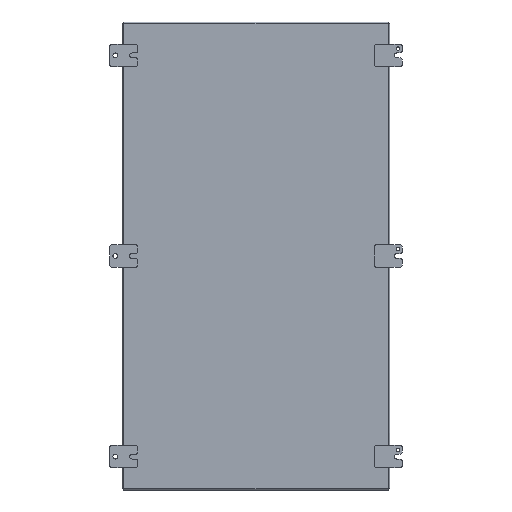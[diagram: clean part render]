
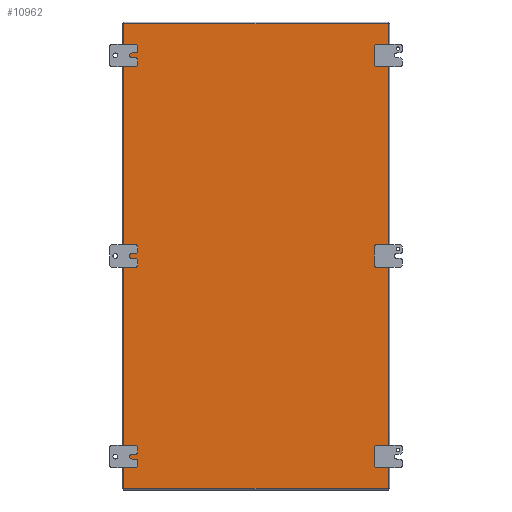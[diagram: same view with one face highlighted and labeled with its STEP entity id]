
A CAD part, left-side view. The second image highlights one B-rep face of the part: STEP entity #10962.
In plain terms, the highlighted face is planar.
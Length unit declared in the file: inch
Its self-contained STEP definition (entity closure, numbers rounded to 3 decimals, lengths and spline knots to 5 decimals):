
#588 = CARTESIAN_POINT ( 'NONE',  ( -20.857, 0.095, 11.857 ) ) ;
#2022 = CARTESIAN_POINT ( 'NONE',  ( -20.905, 0.095, -11.905 ) ) ;
#2347 = FACE_OUTER_BOUND ( 'NONE', #47024, .T. ) ;
#10962 = ADVANCED_FACE ( 'NONE', ( #2347 ), #140029, .F. ) ;
#11554 = VECTOR ( 'NONE', #35254, 39.37008 ) ;
#16535 = VECTOR ( 'NONE', #95837, 39.37008 ) ;
#24385 = CARTESIAN_POINT ( 'NONE',  ( -20.857, 0.095, -11.857 ) ) ;
#29681 = LINE ( 'NONE', #588, #36464 ) ;
#35254 = DIRECTION ( 'NONE',  ( 1., 0., 0. ) ) ;
#36464 = VECTOR ( 'NONE', #63970, 39.37008 ) ;
#36871 = VECTOR ( 'NONE', #38316, 39.37008 ) ;
#37458 = ORIENTED_EDGE ( 'NONE', *, *, #82953, .F. ) ;
#38316 = DIRECTION ( 'NONE',  ( 0., 0., 1. ) ) ;
#41847 = LINE ( 'NONE', #24385, #11554 ) ;
#41928 = CARTESIAN_POINT ( 'NONE',  ( -20.857, 0.095, -11.857 ) ) ;
#47024 = EDGE_LOOP ( 'NONE', ( #89525, #132507, #37458, #97587 ) ) ;
#63970 = DIRECTION ( 'NONE',  ( 0., 0., -1. ) ) ;
#66559 = VERTEX_POINT ( 'NONE', #112715 ) ;
#72993 = VERTEX_POINT ( 'NONE', #106350 ) ;
#82953 = EDGE_CURVE ( 'NONE', #117964, #139780, #29681, .T. ) ;
#89525 = ORIENTED_EDGE ( 'NONE', *, *, #92519, .F. ) ;
#92519 = EDGE_CURVE ( 'NONE', #72993, #66559, #128316, .T. ) ;
#94579 = AXIS2_PLACEMENT_3D ( 'NONE', #2022, #98967, #131552 ) ;
#95837 = DIRECTION ( 'NONE',  ( -1., 0., 0. ) ) ;
#97587 = ORIENTED_EDGE ( 'NONE', *, *, #123326, .F. ) ;
#98967 = DIRECTION ( 'NONE',  ( 0., -1., 0. ) ) ;
#106350 = CARTESIAN_POINT ( 'NONE',  ( 20.857, 0.095, -11.857 ) ) ;
#112715 = CARTESIAN_POINT ( 'NONE',  ( 20.857, 0.095, 11.857 ) ) ;
#112986 = CARTESIAN_POINT ( 'NONE',  ( 20.857, 0.095, -11.857 ) ) ;
#117964 = VERTEX_POINT ( 'NONE', #138332 ) ;
#123326 = EDGE_CURVE ( 'NONE', #66559, #117964, #134964, .T. ) ;
#127877 = EDGE_CURVE ( 'NONE', #139780, #72993, #41847, .T. ) ;
#128316 = LINE ( 'NONE', #112986, #36871 ) ;
#131552 = DIRECTION ( 'NONE',  ( 0., 0., -1. ) ) ;
#132507 = ORIENTED_EDGE ( 'NONE', *, *, #127877, .F. ) ;
#134964 = LINE ( 'NONE', #139218, #16535 ) ;
#138332 = CARTESIAN_POINT ( 'NONE',  ( -20.857, 0.095, 11.857 ) ) ;
#139218 = CARTESIAN_POINT ( 'NONE',  ( 20.857, 0.095, 11.857 ) ) ;
#139780 = VERTEX_POINT ( 'NONE', #41928 ) ;
#140029 = PLANE ( 'NONE',  #94579 ) ;
